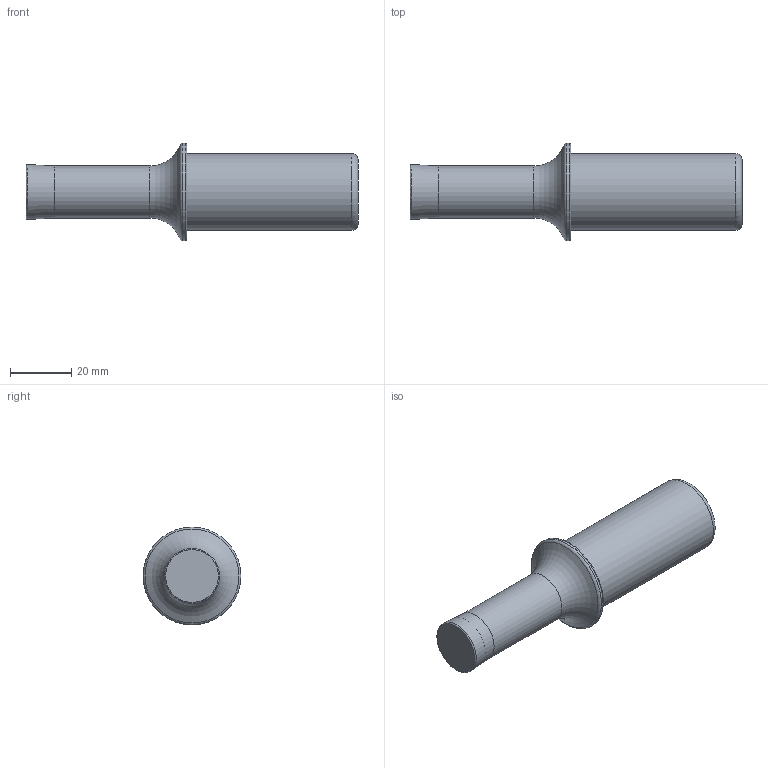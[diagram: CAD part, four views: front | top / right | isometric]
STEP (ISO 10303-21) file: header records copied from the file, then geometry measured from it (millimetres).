
FILE_DESCRIPTION(/* description */ (''),/* implementation_level */ '2;1');
FILE_NAME(/* name */ 'AEKR-D2.25X18 XC.. 09T304.stp',/* time_stamp */ '2023-10-31T03:16:00+03:00',/* author */ (''),/* organization */ (''),/* preprocessor_version */ 'ST-DEVELOPER v19.4',/* originating_system */ 'SIEMENS PLM Software NX2306.3001',/* authorisation */ '');
FILE_SCHEMA (('AUTOMOTIVE_DESIGN { 1 0 10303 214 3 1 1 1 }'));
Length unit declared in the file: millimetre
Products named in the file (1): AEKR-D2.25X18 XC.. 09T304
Bounding box: 108.5 x 32 x 32 mm (x, y, z)
Volume: 43786.7 mm3; surface area: 9534.8 mm2
Topology: 2 solids, 2 shells, 16 faces, 27 edges, 16 vertices
Faces by surface type: plane 5, torus 5, cylinder 3, revolution 2, cone 1
Full cylindrical faces by diameter (mm): 17 x1, 25 x1, 32 x1
Entity records: 340 total; most frequent: DIRECTION 63, CARTESIAN_POINT 47, AXIS2_PLACEMENT_3D 30, EDGE_LOOP 28, ORIENTED_EDGE 28, FACE_BOUND 24, ADVANCED_FACE 16, CIRCLE 15
